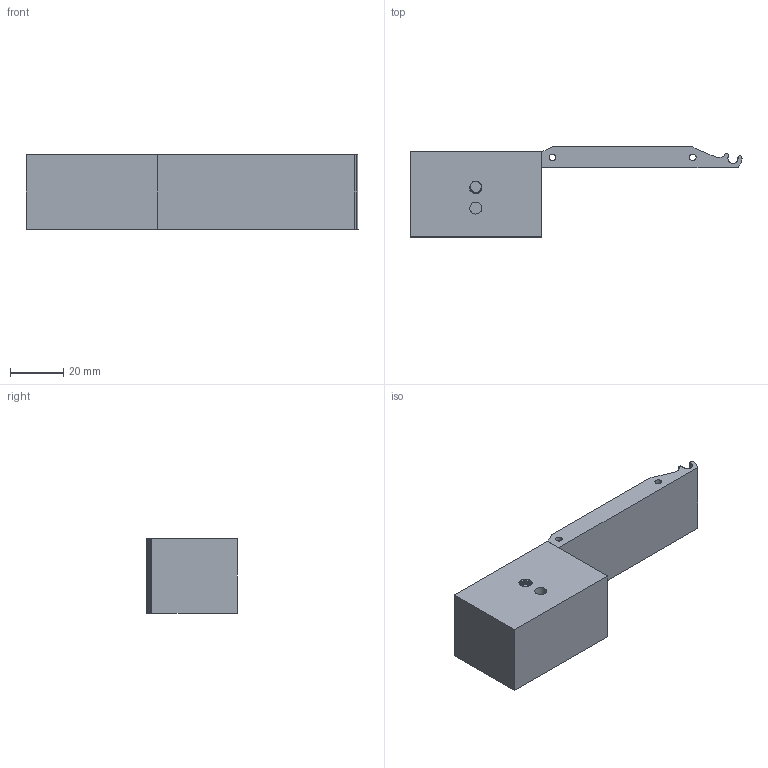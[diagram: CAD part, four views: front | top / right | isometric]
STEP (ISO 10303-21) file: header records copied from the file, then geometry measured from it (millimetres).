
FILE_DESCRIPTION(/* description */ (''),/* implementation_level */ '2;1');
FILE_NAME(/* name */ 'seek attachment clip v5.step',/* time_stamp */ '2021-12-02T17:33:23-05:00',/* author */ (''),/* organization */ (''),/* preprocessor_version */ 'ST-DEVELOPER v18.1',/* originating_system */ 'Autodesk Translation Framework v10.10.0.1391',/* authorisation */ '');
FILE_SCHEMA (('AUTOMOTIVE_DESIGN { 1 0 10303 214 3 1 1 }'));
Length unit declared in the file: millimetre
Products named in the file (3): seek attachment clip; holder; holder_1
Assembly tree (2 placements, depth 3):
  seek attachment clip
    holder
      holder_1
Bounding box: 124.9 x 33.89 x 28 mm (x, y, z)
Volume: 38303.9 mm3; surface area: 17526.5 mm2
Topology: 2 solids, 2 shells, 64 faces, 174 edges, 116 vertices
Faces by surface type: cylinder 33, plane 28, bspline 2, cone 1
Full cylindrical faces by diameter (mm): 2.5 x2, 4.234 x5, 4.529 x1, 5.12 x3
Entity records: 3600 total; most frequent: CARTESIAN_POINT 1972, ORIENTED_EDGE 348, DIRECTION 284, EDGE_CURVE 174, VERTEX_POINT 116, LINE 96, VECTOR 96, AXIS2_PLACEMENT_3D 94
